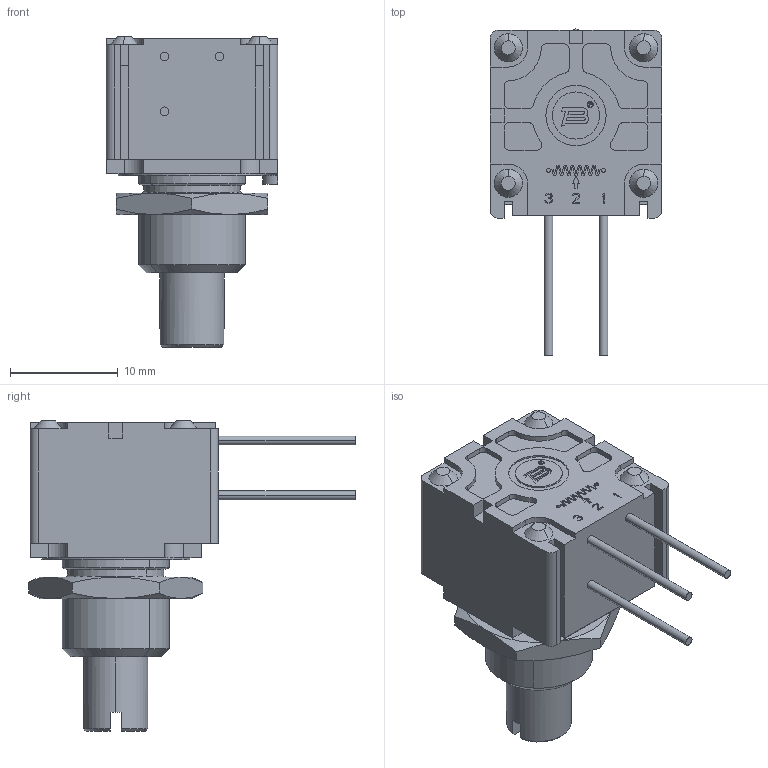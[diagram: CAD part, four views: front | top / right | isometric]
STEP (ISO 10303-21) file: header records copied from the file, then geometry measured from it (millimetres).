
FILE_DESCRIPTION (( 'STEP AP214' ), '1' );
FILE_NAME ('93R1A-R16_nut.STEP', '2020-09-25T07:47:28', ( '' ), ( '' ), 'SwSTEP 2.0', 'SolidWorks 2018', '' );
FILE_SCHEMA (( 'AUTOMOTIVE_DESIGN' ));
Length unit declared in the file: millimetre
Products named in the file (3): 93R1A-R16_nut; 93R1A-R16; ecrou M10x2
Assembly tree (2 placements, depth 2):
  93R1A-R16_nut
    93R1A-R16
    ecrou M10x2
Bounding box: 15.88 x 30.31 x 28.81 mm (x, y, z)
Volume: 4181.2 mm3; surface area: 3293.2 mm2
Topology: 2 solids, 24 shells, 825 faces, 2121 edges, 1382 vertices
Faces by surface type: plane 390, cylinder 180, torus 152, cone 103
Entity records: 29790 total; most frequent: DIRECTION 4656, CARTESIAN_POINT 4582, ORIENTED_EDGE 4242, EDGE_CURVE 2121, AXIS2_PLACEMENT_3D 1756, VERTEX_POINT 1382, LINE 1144, VECTOR 1144
